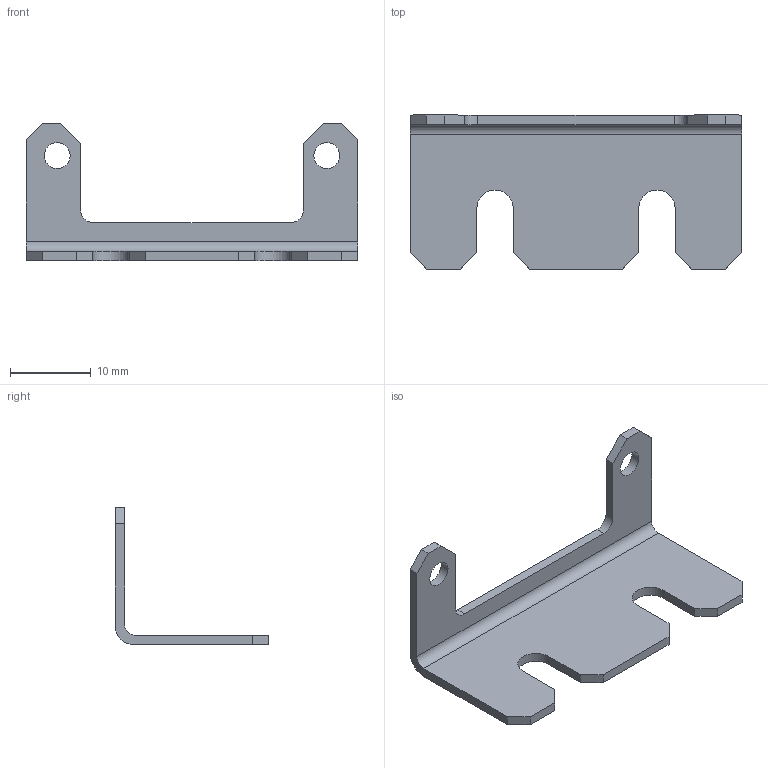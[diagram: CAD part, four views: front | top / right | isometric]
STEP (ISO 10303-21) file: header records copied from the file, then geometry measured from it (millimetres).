
FILE_DESCRIPTION(/* description */ (''),/* implementation_level */ '2;1');
FILE_NAME(/* name */ 'M-9690-0014-01-A_TONIC INTERFACE BRACKET.stp',/* time_stamp */ '2019-12-03T07:44:55+00:00',/* author */ (''),/* organization */ (''),/* preprocessor_version */ 'ST-DEVELOPER v16.7',/* originating_system */ 'SIEMENS PLM Software NX 12.0',/* authorisation */ '');
FILE_SCHEMA (('AUTOMOTIVE_DESIGN { 1 0 10303 214 3 1 1 1 }'));
Length unit declared in the file: millimetre
Products named in the file (1): mw1312B4FDD8xchs
Bounding box: 41 x 19 x 17 mm (x, y, z)
Volume: 1123.5 mm3; surface area: 2131.9 mm2
Topology: 1 solids, 1 shells, 36 faces, 104 edges, 70 vertices
Faces by surface type: plane 28, cylinder 8
Full cylindrical faces by diameter (mm): 3.2 x2
Entity records: 1202 total; most frequent: CARTESIAN_POINT 206, ORIENTED_EDGE 200, DIRECTION 192, EDGE_CURVE 100, LINE 84, VECTOR 84, VERTEX_POINT 68, AXIS2_PLACEMENT_3D 54
